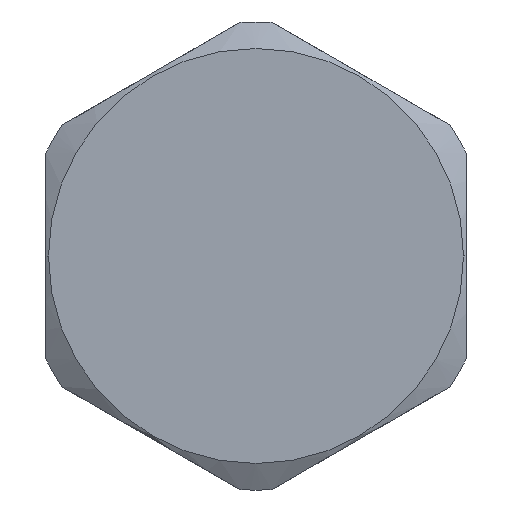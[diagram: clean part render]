
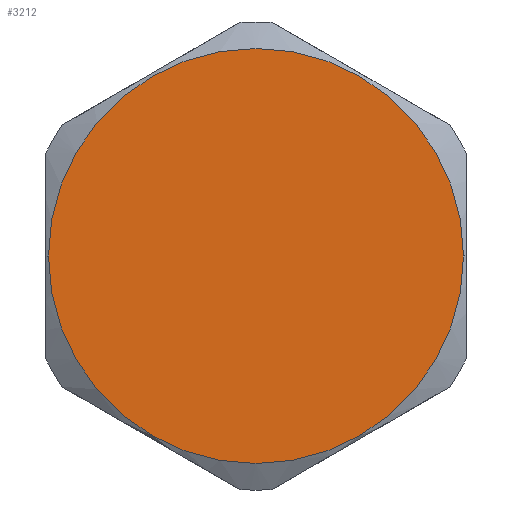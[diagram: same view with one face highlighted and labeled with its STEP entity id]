
A CAD part, left-side view. The second image highlights one B-rep face of the part: STEP entity #3212.
In plain terms, the highlighted planar face has unit normal (-1, 0, 0).
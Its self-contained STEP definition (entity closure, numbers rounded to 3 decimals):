
#279 = CIRCLE ( 'NONE', #2447, 14.095 ) ;
#332 = FACE_OUTER_BOUND ( 'NONE', #1276, .T. ) ;
#384 = CIRCLE ( 'NONE', #2415, 14.095 ) ;
#1276 = EDGE_LOOP ( 'NONE', ( #8084, #8060 ) ) ;
#1540 = DIRECTION ( 'NONE',  ( 1., 0., 0. ) ) ;
#1701 = CARTESIAN_POINT ( 'NONE',  ( -42.263, 0., 0. ) ) ;
#2038 = DIRECTION ( 'NONE',  ( 0., 1., 0. ) ) ;
#2246 = AXIS2_PLACEMENT_3D ( 'NONE', #5273, #5529, #5278 ) ;
#2415 = AXIS2_PLACEMENT_3D ( 'NONE', #1701, #1540, #2038 ) ;
#2447 = AXIS2_PLACEMENT_3D ( 'NONE', #6414, #6788, #6471 ) ;
#2999 = EDGE_CURVE ( 'NONE', #7153, #7266, #279, .T. ) ;
#3049 = EDGE_CURVE ( 'NONE', #7266, #7153, #384, .T. ) ;
#3212 = ADVANCED_FACE ( 'NONE', ( #332 ), #5115, .T. ) ;
#4842 = CARTESIAN_POINT ( 'NONE',  ( -42.263, -14.095, 0. ) ) ;
#4941 = CARTESIAN_POINT ( 'NONE',  ( -42.263, 14.095, 0. ) ) ;
#5115 = PLANE ( 'NONE',  #2246 ) ;
#5273 = CARTESIAN_POINT ( 'NONE',  ( -42.263, 0., 0. ) ) ;
#5278 = DIRECTION ( 'NONE',  ( 0., -1., 0. ) ) ;
#5529 = DIRECTION ( 'NONE',  ( -1., 0., 0. ) ) ;
#6414 = CARTESIAN_POINT ( 'NONE',  ( -42.263, 0., 0. ) ) ;
#6471 = DIRECTION ( 'NONE',  ( 0., 1., 0. ) ) ;
#6788 = DIRECTION ( 'NONE',  ( 1., 0., 0. ) ) ;
#7153 = VERTEX_POINT ( 'NONE', #4842 ) ;
#7266 = VERTEX_POINT ( 'NONE', #4941 ) ;
#8060 = ORIENTED_EDGE ( 'NONE', *, *, #2999, .F. ) ;
#8084 = ORIENTED_EDGE ( 'NONE', *, *, #3049, .F. ) ;
